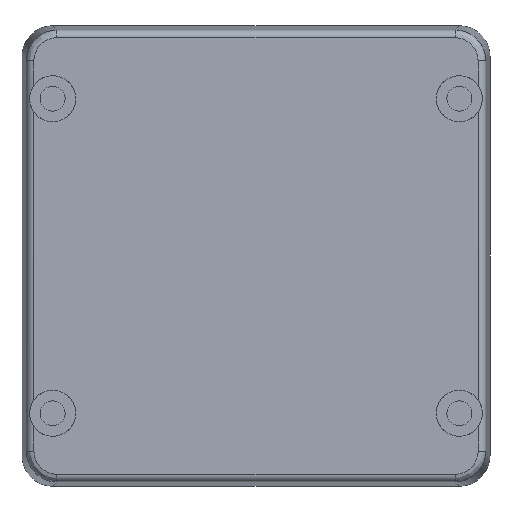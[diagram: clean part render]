
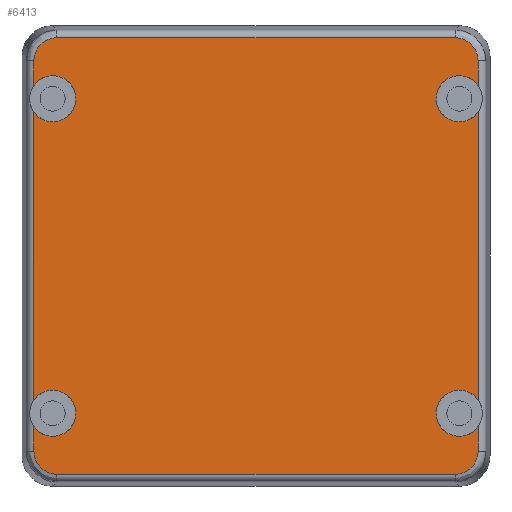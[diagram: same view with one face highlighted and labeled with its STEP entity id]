
A CAD part, front view. The second image highlights one B-rep face of the part: STEP entity #6413.
In plain terms, the highlighted planar face has unit normal (0, -1, 0).
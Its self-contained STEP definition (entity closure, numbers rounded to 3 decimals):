
#2866=DIRECTION('',(0.,0.,1.));
#2867=VECTOR('',#2866,75.05);
#2868=CARTESIAN_POINT('',(57.891,-65.5,-37.525));
#2869=LINE('',#2868,#2867);
#2873=CARTESIAN_POINT('',(53.,-65.5,-41.));
#2874=DIRECTION('',(0.,-1.,0.));
#2875=DIRECTION('',(0.815,0.,0.579));
#2876=AXIS2_PLACEMENT_3D('',#2873,#2874,#2875);
#2881=CARTESIAN_POINT('',(53.,-65.5,-41.));
#2882=DIRECTION('',(0.,-1.,0.));
#2883=DIRECTION('',(-1.,0.,0.));
#2884=AXIS2_PLACEMENT_3D('',#2881,#2882,#2883);
#2889=DIRECTION('',(0.,0.,1.));
#2890=VECTOR('',#2889,6.417);
#2891=CARTESIAN_POINT('',(57.891,-65.5,
-50.892));
#2892=LINE('',#2891,#2890);
#2896=CARTESIAN_POINT('',(51.892,-65.5,
-56.891));
#2897=CARTESIAN_POINT('',(52.289,-65.5,
-56.891));
#2898=CARTESIAN_POINT('',(53.066,-65.5,
-56.814));
#2899=CARTESIAN_POINT('',(54.203,-65.5,
-56.471));
#2900=CARTESIAN_POINT('',(55.246,-65.5,-55.913));
#2901=CARTESIAN_POINT('',(56.162,-65.5,-55.162));
#2902=CARTESIAN_POINT('',(56.913,-65.5,-54.246));
#2903=CARTESIAN_POINT('',(57.471,-65.5,
-53.203));
#2904=CARTESIAN_POINT('',(57.814,-65.5,
-52.066));
#2905=CARTESIAN_POINT('',(57.891,-65.5,
-51.289));
#2906=CARTESIAN_POINT('',(57.891,-65.5,
-50.892));
#2911=DIRECTION('',(1.,0.,0.));
#2912=VECTOR('',#2911,103.784);
#2913=CARTESIAN_POINT('',(-51.892,-65.5,
-56.891));
#2914=LINE('',#2913,#2912);
#2918=CARTESIAN_POINT('',(-57.891,-65.5,
-50.892));
#2919=CARTESIAN_POINT('',(-57.891,-65.5,
-51.289));
#2920=CARTESIAN_POINT('',(-57.814,-65.5,
-52.066));
#2921=CARTESIAN_POINT('',(-57.471,-65.5,
-53.203));
#2922=CARTESIAN_POINT('',(-56.913,-65.5,-54.246));
#2923=CARTESIAN_POINT('',(-56.162,-65.5,-55.162));
#2924=CARTESIAN_POINT('',(-55.246,-65.5,-55.913));
#2925=CARTESIAN_POINT('',(-54.203,-65.5,
-56.471));
#2926=CARTESIAN_POINT('',(-53.066,-65.5,
-56.814));
#2927=CARTESIAN_POINT('',(-52.289,-65.5,
-56.891));
#2928=CARTESIAN_POINT('',(-51.892,-65.5,
-56.891));
#2933=DIRECTION('',(0.,0.,-1.));
#2934=VECTOR('',#2933,6.417);
#2935=CARTESIAN_POINT('',(-57.891,-65.5,-44.475));
#2936=LINE('',#2935,#2934);
#2940=CARTESIAN_POINT('',(-53.,-65.5,-41.));
#2941=DIRECTION('',(0.,-1.,0.));
#2942=DIRECTION('',(-0.815,0.,-0.579));
#2943=AXIS2_PLACEMENT_3D('',#2940,#2941,#2942);
#2948=CARTESIAN_POINT('',(-53.,-65.5,-41.));
#2949=DIRECTION('',(0.,-1.,0.));
#2950=DIRECTION('',(1.,0.,0.));
#2951=AXIS2_PLACEMENT_3D('',#2948,#2949,#2950);
#2956=DIRECTION('',(0.,0.,-1.));
#2957=VECTOR('',#2956,75.05);
#2958=CARTESIAN_POINT('',(-57.891,-65.5,37.525));
#2959=LINE('',#2958,#2957);
#2963=CARTESIAN_POINT('',(-53.,-65.5,41.));
#2964=DIRECTION('',(0.,-1.,0.));
#2965=DIRECTION('',(-0.815,0.,-0.579));
#2966=AXIS2_PLACEMENT_3D('',#2963,#2964,#2965);
#2971=CARTESIAN_POINT('',(-53.,-65.5,41.));
#2972=DIRECTION('',(0.,-1.,0.));
#2973=DIRECTION('',(1.,0.,0.));
#2974=AXIS2_PLACEMENT_3D('',#2971,#2972,#2973);
#2979=DIRECTION('',(0.,0.,-1.));
#2980=VECTOR('',#2979,6.417);
#2981=CARTESIAN_POINT('',(-57.891,-65.5,
50.892));
#2982=LINE('',#2981,#2980);
#2986=CARTESIAN_POINT('',(-51.892,-65.5,
56.891));
#2987=CARTESIAN_POINT('',(-52.289,-65.5,
56.891));
#2988=CARTESIAN_POINT('',(-53.066,-65.5,
56.814));
#2989=CARTESIAN_POINT('',(-54.203,-65.5,
56.471));
#2990=CARTESIAN_POINT('',(-55.246,-65.5,55.913));
#2991=CARTESIAN_POINT('',(-56.162,-65.5,55.162));
#2992=CARTESIAN_POINT('',(-56.913,-65.5,54.246));
#2993=CARTESIAN_POINT('',(-57.471,-65.5,
53.203));
#2994=CARTESIAN_POINT('',(-57.814,-65.5,
52.066));
#2995=CARTESIAN_POINT('',(-57.891,-65.5,
51.289));
#2996=CARTESIAN_POINT('',(-57.891,-65.5,
50.892));
#3001=DIRECTION('',(-1.,0.,0.));
#3002=VECTOR('',#3001,103.784);
#3003=CARTESIAN_POINT('',(51.892,-65.5,56.891));
#3004=LINE('',#3003,#3002);
#3008=CARTESIAN_POINT('',(57.891,-65.5,50.892));
#3009=CARTESIAN_POINT('',(57.891,-65.5,51.289));
#3010=CARTESIAN_POINT('',(57.814,-65.5,52.066));
#3011=CARTESIAN_POINT('',(57.471,-65.5,53.203));
#3012=CARTESIAN_POINT('',(56.913,-65.5,54.246));
#3013=CARTESIAN_POINT('',(56.162,-65.5,55.162));
#3014=CARTESIAN_POINT('',(55.246,-65.5,55.913));
#3015=CARTESIAN_POINT('',(54.203,-65.5,56.471));
#3016=CARTESIAN_POINT('',(53.066,-65.5,56.814));
#3017=CARTESIAN_POINT('',(52.289,-65.5,56.891));
#3018=CARTESIAN_POINT('',(51.892,-65.5,56.891));
#3023=DIRECTION('',(0.,0.,1.));
#3024=VECTOR('',#3023,6.417);
#3025=CARTESIAN_POINT('',(57.891,-65.5,44.475));
#3026=LINE('',#3025,#3024);
#3030=CARTESIAN_POINT('',(53.,-65.5,41.));
#3031=DIRECTION('',(0.,-1.,0.));
#3032=DIRECTION('',(0.815,0.,0.579));
#3033=AXIS2_PLACEMENT_3D('',#3030,#3031,#3032);
#3038=CARTESIAN_POINT('',(53.,-65.5,41.));
#3039=DIRECTION('',(0.,-1.,0.));
#3040=DIRECTION('',(-1.,0.,0.));
#3041=AXIS2_PLACEMENT_3D('',#3038,#3039,#3040);
#3730=CARTESIAN_POINT('',(-47.,-65.5,41.));
#3731=VERTEX_POINT('',#3730);
#3732=CARTESIAN_POINT('',(47.,-65.5,41.));
#3733=VERTEX_POINT('',#3732);
#3734=CARTESIAN_POINT('',(47.,-65.5,-41.));
#3735=VERTEX_POINT('',#3734);
#3736=CARTESIAN_POINT('',(-47.,-65.5,-41.));
#3737=VERTEX_POINT('',#3736);
#3738=CARTESIAN_POINT('',(57.891,-65.5,-37.525));
#3739=CARTESIAN_POINT('',(57.891,-65.5,37.525));
#3740=VERTEX_POINT('',#3738);
#3741=VERTEX_POINT('',#3739);
#3742=CARTESIAN_POINT('',(57.891,-65.5,
-50.892));
#3743=CARTESIAN_POINT('',(57.891,-65.5,-44.475));
#3744=VERTEX_POINT('',#3742);
#3745=VERTEX_POINT('',#3743);
#3746=VERTEX_POINT('',#2896);
#3749=CARTESIAN_POINT('',(-51.892,-65.5,
-56.891));
#3750=VERTEX_POINT('',#3749);
#3753=VERTEX_POINT('',#2918);
#3755=CARTESIAN_POINT('',(-57.891,-65.5,-44.475));
#3756=VERTEX_POINT('',#3755);
#3757=CARTESIAN_POINT('',(-57.891,-65.5,37.525));
#3758=CARTESIAN_POINT('',(-57.891,-65.5,-37.525));
#3759=VERTEX_POINT('',#3757);
#3760=VERTEX_POINT('',#3758);
#3761=CARTESIAN_POINT('',(57.891,-65.5,44.475));
#3762=CARTESIAN_POINT('',(57.891,-65.5,50.892));
#3763=VERTEX_POINT('',#3761);
#3764=VERTEX_POINT('',#3762);
#3765=VERTEX_POINT('',#3018);
#3768=CARTESIAN_POINT('',(-51.892,-65.5,
56.891));
#3769=VERTEX_POINT('',#3768);
#3772=VERTEX_POINT('',#2996);
#3774=CARTESIAN_POINT('',(-57.891,-65.5,44.475));
#3775=VERTEX_POINT('',#3774);
#6368=CARTESIAN_POINT('',(0.,-65.5,0.));
#6369=DIRECTION('',(0.,1.,0.));
#6370=DIRECTION('',(1.,0.,0.));
#6371=AXIS2_PLACEMENT_3D('',#6368,#6369,#6370);
#6372=PLANE('',#6371);
#6374=ORIENTED_EDGE('',*,*,#6373,.F.);
#6376=ORIENTED_EDGE('',*,*,#6375,.T.);
#6378=ORIENTED_EDGE('',*,*,#6377,.T.);
#6380=ORIENTED_EDGE('',*,*,#6379,.F.);
#6382=ORIENTED_EDGE('',*,*,#6381,.F.);
#6384=ORIENTED_EDGE('',*,*,#6383,.F.);
#6386=ORIENTED_EDGE('',*,*,#6385,.F.);
#6388=ORIENTED_EDGE('',*,*,#6387,.F.);
#6390=ORIENTED_EDGE('',*,*,#6389,.T.);
#6392=ORIENTED_EDGE('',*,*,#6391,.T.);
#6394=ORIENTED_EDGE('',*,*,#6393,.F.);
#6395=ORIENTED_EDGE('',*,*,#6358,.T.);
#6396=ORIENTED_EDGE('',*,*,#6345,.T.);
#6398=ORIENTED_EDGE('',*,*,#6397,.F.);
#6400=ORIENTED_EDGE('',*,*,#6399,.F.);
#6402=ORIENTED_EDGE('',*,*,#6401,.F.);
#6404=ORIENTED_EDGE('',*,*,#6403,.F.);
#6406=ORIENTED_EDGE('',*,*,#6405,.F.);
#6408=ORIENTED_EDGE('',*,*,#6407,.T.);
#6410=ORIENTED_EDGE('',*,*,#6409,.T.);
#6411=EDGE_LOOP('',(#6374,#6376,#6378,#6380,#6382,#6384,#6386,#6388,#6390,#6392,
#6394,#6395,#6396,#6398,#6400,#6402,#6404,#6406,#6408,#6410));
#6412=FACE_OUTER_BOUND('',#6411,.F.);
#6413=ADVANCED_FACE('',(#6412),#6372,.F.);
#2877=CIRCLE('',#2876,6.);
#2885=CIRCLE('',#2884,6.);
#2907=B_SPLINE_CURVE_WITH_KNOTS('',3,(#2896,#2897,#2898,#2899,#2900,#2901,#2902,
#2903,#2904,#2905,#2906),.UNSPECIFIED.,.F.,.F.,(4,1,1,1,1,1,1,1,4),(0.,
0.125,0.25,0.375,0.5,0.625,0.75,0.875,1.),.UNSPECIFIED.);
#2929=B_SPLINE_CURVE_WITH_KNOTS('',3,(#2918,#2919,#2920,#2921,#2922,#2923,#2924,
#2925,#2926,#2927,#2928),.UNSPECIFIED.,.F.,.F.,(4,1,1,1,1,1,1,1,4),(0.,
0.125,0.25,0.375,0.5,0.625,0.75,0.875,1.),.UNSPECIFIED.);
#2944=CIRCLE('',#2943,6.);
#2952=CIRCLE('',#2951,6.);
#2967=CIRCLE('',#2966,6.);
#2975=CIRCLE('',#2974,6.);
#2997=B_SPLINE_CURVE_WITH_KNOTS('',3,(#2986,#2987,#2988,#2989,#2990,#2991,#2992,
#2993,#2994,#2995,#2996),.UNSPECIFIED.,.F.,.F.,(4,1,1,1,1,1,1,1,4),(0.,
0.125,0.25,0.375,0.5,0.625,0.75,0.875,1.),.UNSPECIFIED.);
#3019=B_SPLINE_CURVE_WITH_KNOTS('',3,(#3008,#3009,#3010,#3011,#3012,#3013,#3014,
#3015,#3016,#3017,#3018),.UNSPECIFIED.,.F.,.F.,(4,1,1,1,1,1,1,1,4),(0.,
0.125,0.25,0.375,0.5,0.625,0.75,0.875,1.),.UNSPECIFIED.);
#3034=CIRCLE('',#3033,6.);
#3042=CIRCLE('',#3041,6.);
#6345=EDGE_CURVE('',#3731,#3775,#2975,.T.);
#6358=EDGE_CURVE('',#3759,#3731,#2967,.T.);
#6373=EDGE_CURVE('',#3740,#3741,#2869,.T.);
#6375=EDGE_CURVE('',#3740,#3735,#2877,.T.);
#6377=EDGE_CURVE('',#3735,#3745,#2885,.T.);
#6379=EDGE_CURVE('',#3744,#3745,#2892,.T.);
#6381=EDGE_CURVE('',#3746,#3744,#2907,.T.);
#6383=EDGE_CURVE('',#3750,#3746,#2914,.T.);
#6385=EDGE_CURVE('',#3753,#3750,#2929,.T.);
#6387=EDGE_CURVE('',#3756,#3753,#2936,.T.);
#6389=EDGE_CURVE('',#3756,#3737,#2944,.T.);
#6391=EDGE_CURVE('',#3737,#3760,#2952,.T.);
#6393=EDGE_CURVE('',#3759,#3760,#2959,.T.);
#6397=EDGE_CURVE('',#3772,#3775,#2982,.T.);
#6399=EDGE_CURVE('',#3769,#3772,#2997,.T.);
#6401=EDGE_CURVE('',#3765,#3769,#3004,.T.);
#6403=EDGE_CURVE('',#3764,#3765,#3019,.T.);
#6405=EDGE_CURVE('',#3763,#3764,#3026,.T.);
#6407=EDGE_CURVE('',#3763,#3733,#3034,.T.);
#6409=EDGE_CURVE('',#3733,#3741,#3042,.T.);
